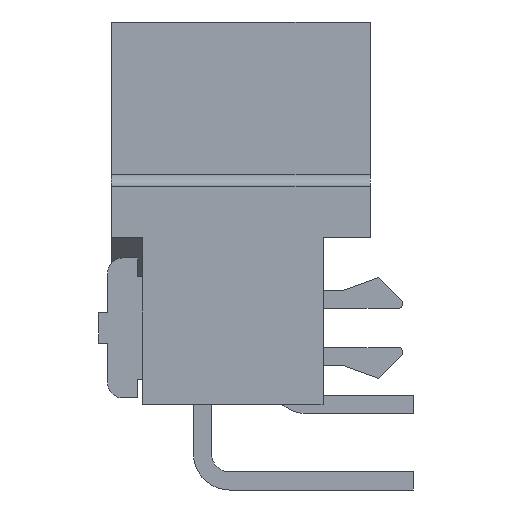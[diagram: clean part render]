
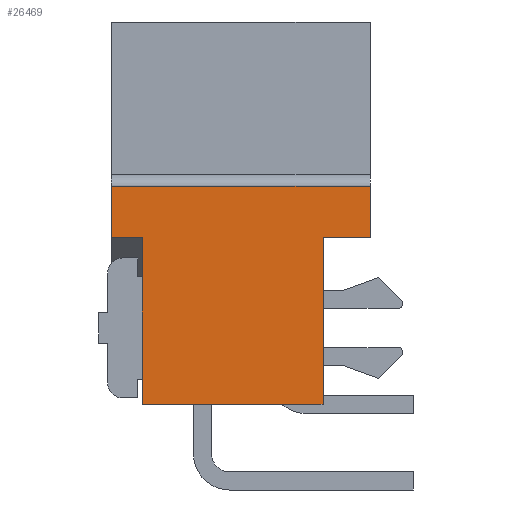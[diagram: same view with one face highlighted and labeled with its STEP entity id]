
A CAD part, left-side view. The second image highlights one B-rep face of the part: STEP entity #26469.
In plain terms, the highlighted planar face has unit normal (-1, 0, 0).
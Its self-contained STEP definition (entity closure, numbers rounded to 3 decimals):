
#3257=EDGE_CURVE('',#8874,#8877,#8878,.T.);
#3311=EDGE_CURVE('',#8951,#8952,#8953,.T.);
#3339=EDGE_CURVE('',#8877,#8951,#8992,.T.);
#3347=EDGE_CURVE('',#9000,#8874,#9001,.T.);
#3349=EDGE_CURVE('',#9003,#9000,#9004,.T.);
#3351=EDGE_CURVE('',#9006,#9003,#9007,.T.);
#3353=EDGE_CURVE('',#9009,#9006,#9010,.T.);
#3355=EDGE_CURVE('',#8952,#9009,#9012,.T.);
#8874=VERTEX_POINT('',#16533);
#8877=VERTEX_POINT('',#16538);
#8878=LINE('',#16539,#16540);
#8951=VERTEX_POINT('',#16662);
#8952=VERTEX_POINT('',#16663);
#8953=LINE('',#16664,#16665);
#8992=LINE('',#16729,#16730);
#9000=VERTEX_POINT('',#16745);
#9001=LINE('',#16746,#16747);
#9003=VERTEX_POINT('',#16750);
#9004=LINE('',#16751,#16752);
#9006=VERTEX_POINT('',#16755);
#9007=LINE('',#16756,#16757);
#9009=VERTEX_POINT('',#16760);
#9010=LINE('',#16761,#16762);
#9012=LINE('',#16765,#16766);
#16533=CARTESIAN_POINT('',(-47.0,3.27,-6.3));
#16538=CARTESIAN_POINT('',(-47.0,3.27,-0.76));
#16539=CARTESIAN_POINT('',(-47.0,3.27,-6.3));
#16540=VECTOR('',#28539,5.54);
#16662=CARTESIAN_POINT('',(-47.0,4.3,-0.76));
#16663=CARTESIAN_POINT('',(-47.0,4.3,0.95));
#16664=CARTESIAN_POINT('',(-47.0,4.3,-0.76));
#16665=VECTOR('',#28574,1.71);
#16729=CARTESIAN_POINT('',(-47.0,3.27,-0.76));
#16730=VECTOR('',#28592,1.03);
#16745=CARTESIAN_POINT('',(-47.0,-2.73,-6.3));
#16746=CARTESIAN_POINT('',(-47.0,-2.73,-6.3));
#16747=VECTOR('',#28596,6.0);
#16750=CARTESIAN_POINT('',(-47.0,-2.73,-0.76));
#16751=CARTESIAN_POINT('',(-47.0,-2.73,-0.76));
#16752=VECTOR('',#28597,5.54);
#16755=CARTESIAN_POINT('',(-47.0,-4.3,-0.76));
#16756=CARTESIAN_POINT('',(-47.0,-4.3,-0.76));
#16757=VECTOR('',#28598,1.57);
#16760=CARTESIAN_POINT('',(-47.0,-4.3,0.95));
#16761=CARTESIAN_POINT('',(-47.0,-4.3,0.95));
#16762=VECTOR('',#28599,1.71);
#16765=CARTESIAN_POINT('',(-47.0,4.3,0.95));
#16766=VECTOR('',#28600,8.6);
#26469=ADVANCED_FACE('',(#31374),#31375,.F.);
#28539=DIRECTION('',(0.0,0.0,1.0));
#28574=DIRECTION('',(0.0,0.0,1.0));
#28592=DIRECTION('',(0.0,1.0,0.0));
#28596=DIRECTION('',(0.0,1.0,0.0));
#28597=DIRECTION('',(0.0,0.0,-1.0));
#28598=DIRECTION('',(0.0,1.0,0.0));
#28599=DIRECTION('',(0.0,0.0,-1.0));
#28600=DIRECTION('',(0.0,-1.0,0.0));
#31374=FACE_OUTER_BOUND('',#33796,.T.);
#31375=PLANE('',#33797);
#33796=EDGE_LOOP('',(#36304,#36305,#36306,#36307,#36308,#36309,#36310,#36311));
#33797=AXIS2_PLACEMENT_3D('',#36312,#36313,#36314);
#36304=ORIENTED_EDGE('',*,*,#3311,.F.);
#36305=ORIENTED_EDGE('',*,*,#3339,.F.);
#36306=ORIENTED_EDGE('',*,*,#3257,.F.);
#36307=ORIENTED_EDGE('',*,*,#3347,.F.);
#36308=ORIENTED_EDGE('',*,*,#3349,.F.);
#36309=ORIENTED_EDGE('',*,*,#3351,.F.);
#36310=ORIENTED_EDGE('',*,*,#3353,.F.);
#36311=ORIENTED_EDGE('',*,*,#3355,.F.);
#36312=CARTESIAN_POINT('',(-47.0,0.0,0.0));
#36313=DIRECTION('',(1.0,0.0,0.0));
#36314=DIRECTION('',(0.0,1.0,0.0));
